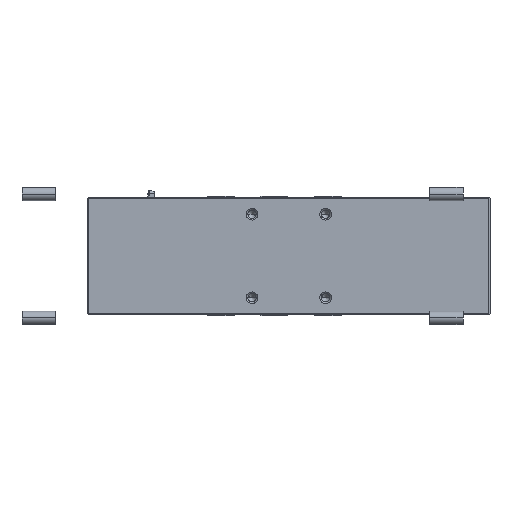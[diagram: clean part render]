
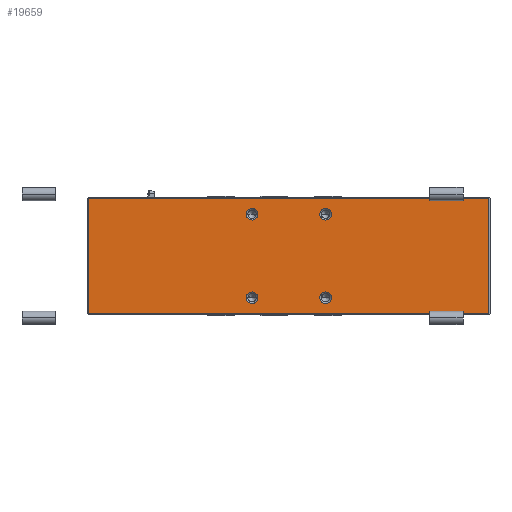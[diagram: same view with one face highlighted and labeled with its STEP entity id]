
A CAD part, front view. The second image highlights one B-rep face of the part: STEP entity #19659.
In plain terms, the highlighted planar face has unit normal (0, -1, 0).
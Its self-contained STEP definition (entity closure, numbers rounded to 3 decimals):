
#5502=DIRECTION('',(-1.,0.,0.));
#5503=VECTOR('',#5502,119.75);
#5504=CARTESIAN_POINT('',(60.2,-35.,-17.2));
#5505=LINE('',#5504,#5503);
#5506=DIRECTION('',(1.,0.,0.));
#5507=VECTOR('',#5506,119.75);
#5508=CARTESIAN_POINT('',(-59.55,-35.,17.2));
#5509=LINE('',#5508,#5507);
#5510=CARTESIAN_POINT('',(-10.675,-35.,12.5));
#5511=DIRECTION('',(0.,1.,0.));
#5512=DIRECTION('',(1.,0.,0.));
#5513=AXIS2_PLACEMENT_3D('',#5510,#5511,#5512);
#5515=CARTESIAN_POINT('',(-10.675,-35.,12.5));
#5516=DIRECTION('',(0.,1.,0.));
#5517=DIRECTION('',(-1.,0.,0.));
#5518=AXIS2_PLACEMENT_3D('',#5515,#5516,#5517);
#5520=CARTESIAN_POINT('',(11.325,-35.,12.5));
#5521=DIRECTION('',(0.,1.,0.));
#5522=DIRECTION('',(1.,0.,0.));
#5523=AXIS2_PLACEMENT_3D('',#5520,#5521,#5522);
#5525=CARTESIAN_POINT('',(11.325,-35.,12.5));
#5526=DIRECTION('',(0.,1.,0.));
#5527=DIRECTION('',(-1.,0.,0.));
#5528=AXIS2_PLACEMENT_3D('',#5525,#5526,#5527);
#5530=CARTESIAN_POINT('',(-10.675,-35.,-12.5));
#5531=DIRECTION('',(0.,1.,0.));
#5532=DIRECTION('',(1.,0.,0.));
#5533=AXIS2_PLACEMENT_3D('',#5530,#5531,#5532);
#5535=CARTESIAN_POINT('',(-10.675,-35.,-12.5));
#5536=DIRECTION('',(0.,1.,0.));
#5537=DIRECTION('',(-1.,0.,0.));
#5538=AXIS2_PLACEMENT_3D('',#5535,#5536,#5537);
#5540=CARTESIAN_POINT('',(11.325,-35.,-12.5));
#5541=DIRECTION('',(0.,1.,0.));
#5542=DIRECTION('',(1.,0.,0.));
#5543=AXIS2_PLACEMENT_3D('',#5540,#5541,#5542);
#5545=CARTESIAN_POINT('',(11.325,-35.,-12.5));
#5546=DIRECTION('',(0.,1.,0.));
#5547=DIRECTION('',(-1.,0.,0.));
#5548=AXIS2_PLACEMENT_3D('',#5545,#5546,#5547);
#5644=DIRECTION('',(0.,0.,-1.));
#5645=VECTOR('',#5644,34.4);
#5646=CARTESIAN_POINT('',(-59.55,-35.,17.2));
#5647=LINE('',#5646,#5645);
#8154=DIRECTION('',(0.,0.,1.));
#8155=VECTOR('',#8154,34.4);
#8156=CARTESIAN_POINT('',(60.2,-35.,-17.2));
#8157=LINE('',#8156,#8155);
#11329=CARTESIAN_POINT('',(-59.55,-35.,17.2));
#11330=CARTESIAN_POINT('',(60.2,-35.,17.2));
#11331=VERTEX_POINT('',#11329);
#11332=VERTEX_POINT('',#11330);
#11335=CARTESIAN_POINT('',(60.2,-35.,-17.2));
#11336=CARTESIAN_POINT('',(-59.55,-35.,-17.2));
#11337=VERTEX_POINT('',#11335);
#11338=VERTEX_POINT('',#11336);
#12046=CARTESIAN_POINT('',(-8.925,-35.,12.5));
#12047=CARTESIAN_POINT('',(-12.425,-35.,12.5));
#12048=VERTEX_POINT('',#12046);
#12049=VERTEX_POINT('',#12047);
#12054=CARTESIAN_POINT('',(13.075,-35.,12.5));
#12055=CARTESIAN_POINT('',(9.575,-35.,12.5));
#12056=VERTEX_POINT('',#12054);
#12057=VERTEX_POINT('',#12055);
#12062=CARTESIAN_POINT('',(-8.925,-35.,-12.5));
#12063=CARTESIAN_POINT('',(-12.425,-35.,-12.5));
#12064=VERTEX_POINT('',#12062);
#12065=VERTEX_POINT('',#12063);
#12070=CARTESIAN_POINT('',(13.075,-35.,-12.5));
#12071=CARTESIAN_POINT('',(9.575,-35.,-12.5));
#12072=VERTEX_POINT('',#12070);
#12073=VERTEX_POINT('',#12071);
#19621=CARTESIAN_POINT('',(-74.5,-35.,17.5));
#19622=DIRECTION('',(0.,-1.,0.));
#19623=DIRECTION('',(0.,0.,-1.));
#19624=AXIS2_PLACEMENT_3D('',#19621,#19622,#19623);
#19625=PLANE('',#19624);
#19627=ORIENTED_EDGE('',*,*,#19626,.T.);
#19629=ORIENTED_EDGE('',*,*,#19628,.F.);
#19630=ORIENTED_EDGE('',*,*,#19609,.T.);
#19632=ORIENTED_EDGE('',*,*,#19631,.F.);
#19633=EDGE_LOOP('',(#19627,#19629,#19630,#19632));
#19634=FACE_OUTER_BOUND('',#19633,.F.);
#19636=ORIENTED_EDGE('',*,*,#19635,.F.);
#19638=ORIENTED_EDGE('',*,*,#19637,.F.);
#19639=EDGE_LOOP('',(#19636,#19638));
#19640=FACE_BOUND('',#19639,.F.);
#19642=ORIENTED_EDGE('',*,*,#19641,.F.);
#19644=ORIENTED_EDGE('',*,*,#19643,.F.);
#19645=EDGE_LOOP('',(#19642,#19644));
#19646=FACE_BOUND('',#19645,.F.);
#19648=ORIENTED_EDGE('',*,*,#19647,.F.);
#19650=ORIENTED_EDGE('',*,*,#19649,.F.);
#19651=EDGE_LOOP('',(#19648,#19650));
#19652=FACE_BOUND('',#19651,.F.);
#19654=ORIENTED_EDGE('',*,*,#19653,.F.);
#19656=ORIENTED_EDGE('',*,*,#19655,.F.);
#19657=EDGE_LOOP('',(#19654,#19656));
#19658=FACE_BOUND('',#19657,.F.);
#19659=ADVANCED_FACE('',(#19634,#19640,#19646,#19652,#19658),#19625,.T.);
#5514=CIRCLE('',#5513,1.75);
#5519=CIRCLE('',#5518,1.75);
#5524=CIRCLE('',#5523,1.75);
#5529=CIRCLE('',#5528,1.75);
#5534=CIRCLE('',#5533,1.75);
#5539=CIRCLE('',#5538,1.75);
#5544=CIRCLE('',#5543,1.75);
#5549=CIRCLE('',#5548,1.75);
#19609=EDGE_CURVE('',#11331,#11332,#5509,.T.);
#19626=EDGE_CURVE('',#11337,#11338,#5505,.T.);
#19628=EDGE_CURVE('',#11331,#11338,#5647,.T.);
#19631=EDGE_CURVE('',#11337,#11332,#8157,.T.);
#19635=EDGE_CURVE('',#12048,#12049,#5514,.T.);
#19637=EDGE_CURVE('',#12049,#12048,#5519,.T.);
#19641=EDGE_CURVE('',#12056,#12057,#5524,.T.);
#19643=EDGE_CURVE('',#12057,#12056,#5529,.T.);
#19647=EDGE_CURVE('',#12064,#12065,#5534,.T.);
#19649=EDGE_CURVE('',#12065,#12064,#5539,.T.);
#19653=EDGE_CURVE('',#12072,#12073,#5544,.T.);
#19655=EDGE_CURVE('',#12073,#12072,#5549,.T.);
